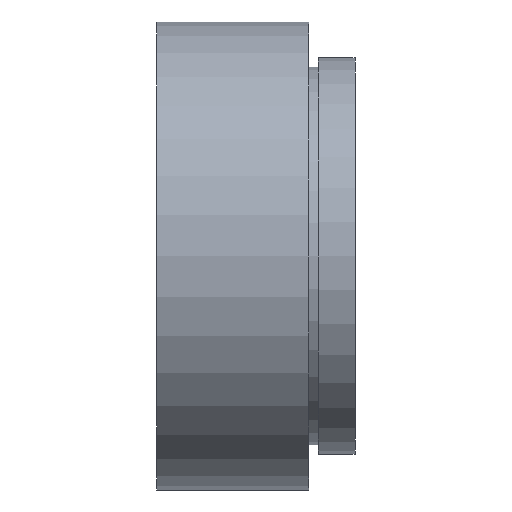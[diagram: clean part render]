
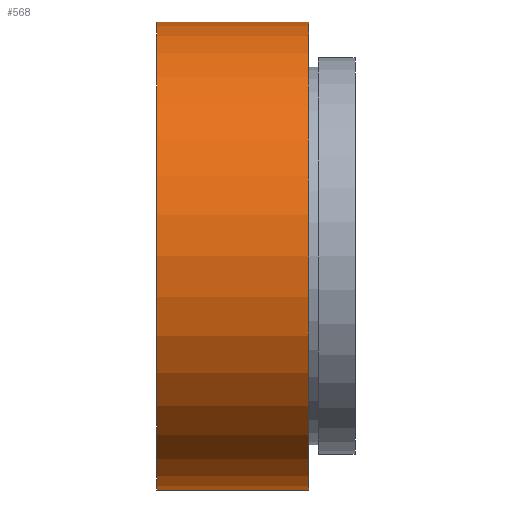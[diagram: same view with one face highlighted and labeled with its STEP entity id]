
A CAD part, left-side view. The second image highlights one B-rep face of the part: STEP entity #568.
In plain terms, the highlighted cylindrical face has radius 25.4 mm (diameter 50.8 mm), a partial arc.
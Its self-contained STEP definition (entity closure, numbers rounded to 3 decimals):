
#16 = VECTOR ( 'NONE', #544, 1000. ) ;
#30 = ORIENTED_EDGE ( 'NONE', *, *, #119, .T. ) ;
#31 = AXIS2_PLACEMENT_3D ( 'NONE', #203, #290, #530 ) ;
#119 = EDGE_CURVE ( 'NONE', #502, #232, #536, .T. ) ;
#126 = CARTESIAN_POINT ( 'NONE',  ( 0., 0., -25.4 ) ) ;
#129 = CARTESIAN_POINT ( 'NONE',  ( 0., 21.5, 0. ) ) ;
#184 = ORIENTED_EDGE ( 'NONE', *, *, #212, .F. ) ;
#193 = ORIENTED_EDGE ( 'NONE', *, *, #249, .T. ) ;
#194 = CARTESIAN_POINT ( 'NONE',  ( 0., 21.5, 25.4 ) ) ;
#200 = DIRECTION ( 'NONE',  ( 0., -1., 0. ) ) ;
#203 = CARTESIAN_POINT ( 'NONE',  ( 0., 0., 0. ) ) ;
#212 = EDGE_CURVE ( 'NONE', #502, #608, #325, .T. ) ;
#232 = VERTEX_POINT ( 'NONE', #237 ) ;
#237 = CARTESIAN_POINT ( 'NONE',  ( 0., 21.5, -25.4 ) ) ;
#249 = EDGE_CURVE ( 'NONE', #232, #370, #258, .T. ) ;
#252 = CARTESIAN_POINT ( 'NONE',  ( 0., 5., 0. ) ) ;
#258 = LINE ( 'NONE', #126, #16 ) ;
#290 = DIRECTION ( 'NONE',  ( 0., -1., 0. ) ) ;
#318 = CARTESIAN_POINT ( 'NONE',  ( 0., 5., 25.4 ) ) ;
#325 = LINE ( 'NONE', #667, #395 ) ;
#334 = ORIENTED_EDGE ( 'NONE', *, *, #537, .F. ) ;
#336 = FACE_OUTER_BOUND ( 'NONE', #407, .T. ) ;
#339 = CYLINDRICAL_SURFACE ( 'NONE', #31, 25.4 ) ;
#370 = VERTEX_POINT ( 'NONE', #383 ) ;
#383 = CARTESIAN_POINT ( 'NONE',  ( 0., 5., -25.4 ) ) ;
#395 = VECTOR ( 'NONE', #628, 1000. ) ;
#407 = EDGE_LOOP ( 'NONE', ( #184, #30, #193, #334 ) ) ;
#479 = CIRCLE ( 'NONE', #576, 25.4 ) ;
#502 = VERTEX_POINT ( 'NONE', #194 ) ;
#530 = DIRECTION ( 'NONE',  ( 0., 0., -1. ) ) ;
#536 = CIRCLE ( 'NONE', #634, 25.4 ) ;
#537 = EDGE_CURVE ( 'NONE', #608, #370, #479, .T. ) ;
#544 = DIRECTION ( 'NONE',  ( 0., -1., 0. ) ) ;
#564 = DIRECTION ( 'NONE',  ( 0., 0., -1. ) ) ;
#568 = ADVANCED_FACE ( 'NONE', ( #336 ), #339, .T. ) ;
#576 = AXIS2_PLACEMENT_3D ( 'NONE', #252, #200, #564 ) ;
#584 = DIRECTION ( 'NONE',  ( 0., 0., -1. ) ) ;
#596 = DIRECTION ( 'NONE',  ( 0., -1., 0. ) ) ;
#608 = VERTEX_POINT ( 'NONE', #318 ) ;
#628 = DIRECTION ( 'NONE',  ( 0., -1., 0. ) ) ;
#634 = AXIS2_PLACEMENT_3D ( 'NONE', #129, #596, #584 ) ;
#667 = CARTESIAN_POINT ( 'NONE',  ( 0., 0., 25.4 ) ) ;
